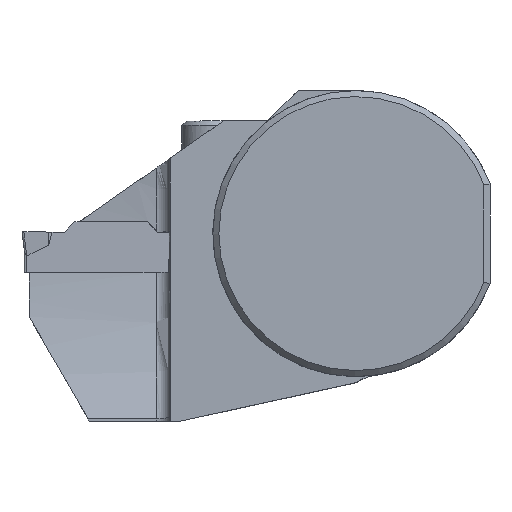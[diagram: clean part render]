
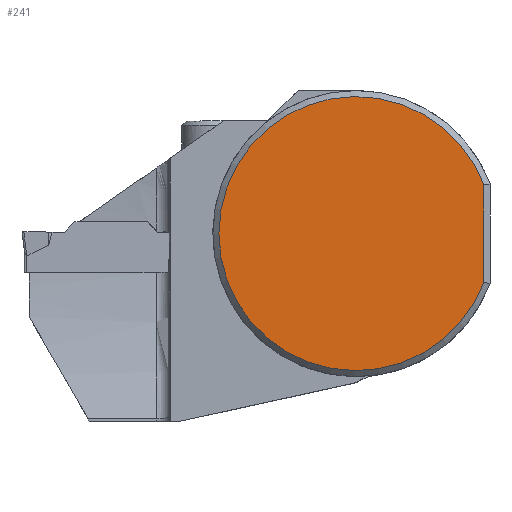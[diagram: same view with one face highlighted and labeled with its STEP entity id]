
A CAD part, top view. The second image highlights one B-rep face of the part: STEP entity #241.
In plain terms, the highlighted planar face has unit normal (0, 0, 1).
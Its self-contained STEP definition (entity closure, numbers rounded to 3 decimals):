
#182=CIRCLE('',#1740,15.325);
#241=ADVANCED_FACE('',(#367),#307,.F.);
#307=PLANE('',#1743);
#367=FACE_OUTER_BOUND('',#450,.T.);
#450=EDGE_LOOP('',(#794,#795));
#794=ORIENTED_EDGE('',*,*,#1238,.T.);
#795=ORIENTED_EDGE('',*,*,#1243,.T.);
#1047=VERTEX_POINT('',#2819);
#1048=VERTEX_POINT('',#2821);
#1238=EDGE_CURVE('',#1048,#1047,#1382,.T.);
#1243=EDGE_CURVE('',#1047,#1048,#182,.T.);
#1382=LINE('',#2820,#1506);
#1506=VECTOR('',#2073,1.);
#1740=AXIS2_PLACEMENT_3D('',#2834,#2087,#2088);
#1743=AXIS2_PLACEMENT_3D('',#2837,#2093,#2094);
#2073=DIRECTION('',(0.,1.,0.));
#2087=DIRECTION('',(0.,0.,1.));
#2088=DIRECTION('',(-1.,0.,0.));
#2093=DIRECTION('',(0.,0.,-1.));
#2094=DIRECTION('',(-1.,0.,0.));
#2819=CARTESIAN_POINT('',(14.325,5.445,0.));
#2820=CARTESIAN_POINT('',(14.325,16.,0.));
#2821=CARTESIAN_POINT('',(14.325,-5.445,0.));
#2834=CARTESIAN_POINT('',(0.,0.,0.));
#2837=CARTESIAN_POINT('',(0.,0.,0.));
